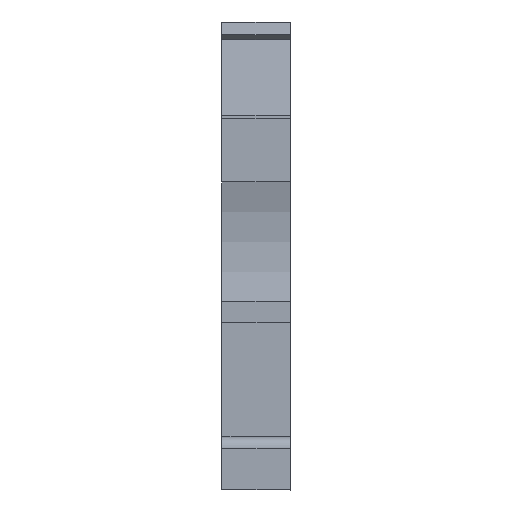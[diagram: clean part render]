
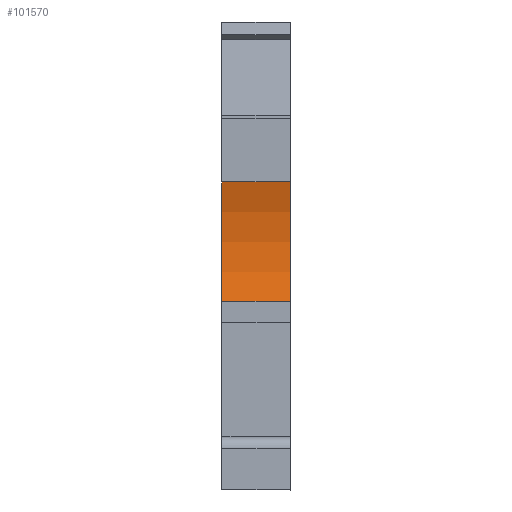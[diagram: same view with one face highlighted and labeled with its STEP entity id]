
A CAD part, front view. The second image highlights one B-rep face of the part: STEP entity #101570.
In plain terms, the highlighted cylindrical face has radius 15 mm (diameter 30 mm), a partial arc.
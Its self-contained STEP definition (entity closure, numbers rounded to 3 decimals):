
#2730=CARTESIAN_POINT('',(-1.934,8.359,
0.));
#2740=VERTEX_POINT('',#2730);
#2770=CARTESIAN_POINT('',(-16.685,11.081,
0.));
#2780=DIRECTION('',(0.,0.,-1.));
#2790=DIRECTION('',(1.,0.,0.));
#2800=AXIS2_PLACEMENT_3D('',#2770,#2780,#2790);
#2810=CIRCLE('',#2800,15.);
#2820=CARTESIAN_POINT('',(-3.031,17.292,
0.));
#2830=VERTEX_POINT('',#2820);
#2840=EDGE_CURVE('',#2830,#2740,#2810,.T.);
#11610=CARTESIAN_POINT('',(-3.031,17.292,
-5.15));
#11620=VERTEX_POINT('',#11610);
#11650=CARTESIAN_POINT('',(-16.685,11.081,
-5.15));
#11660=DIRECTION('',(0.,0.,-1.));
#11670=DIRECTION('',(1.,0.,0.));
#11680=AXIS2_PLACEMENT_3D('',#11650,#11660,#11670);
#11690=CIRCLE('',#11680,15.);
#11700=CARTESIAN_POINT('',(-1.934,8.359,
-5.15));
#11710=VERTEX_POINT('',#11700);
#11720=EDGE_CURVE('',#11620,#11710,#11690,.T.);
#101250=CARTESIAN_POINT('',(-3.031,17.292,
-5.15));
#101260=DIRECTION('',(0.,0.,1.));
#101270=VECTOR('',#101260,1.);
#101280=LINE('',#101250,#101270);
#101290=EDGE_CURVE('',#11620,#2830,#101280,.T.);
#101410=CARTESIAN_POINT('',(-16.685,11.081,
-5.15));
#101420=DIRECTION('',(0.,0.,-1.));
#101430=DIRECTION('',(1.,0.,0.));
#101440=AXIS2_PLACEMENT_3D('',#101410,#101420,#101430);
#101450=CYLINDRICAL_SURFACE('',#101440,15.);
#101460=ORIENTED_EDGE('',*,*,#11720,.T.);
#101470=ORIENTED_EDGE('',*,*,#101290,.F.);
#101480=ORIENTED_EDGE('',*,*,#2840,.F.);
#101490=CARTESIAN_POINT('',(-1.934,8.359,
-5.15));
#101500=DIRECTION('',(0.,0.,1.));
#101510=VECTOR('',#101500,1.);
#101520=LINE('',#101490,#101510);
#101530=EDGE_CURVE('',#11710,#2740,#101520,.T.);
#101540=ORIENTED_EDGE('',*,*,#101530,.T.);
#101550=EDGE_LOOP('',(#101540,#101480,#101470,#101460));
#101560=FACE_OUTER_BOUND('',#101550,.T.);
#101570=ADVANCED_FACE('',(#101560),#101450,.F.);
